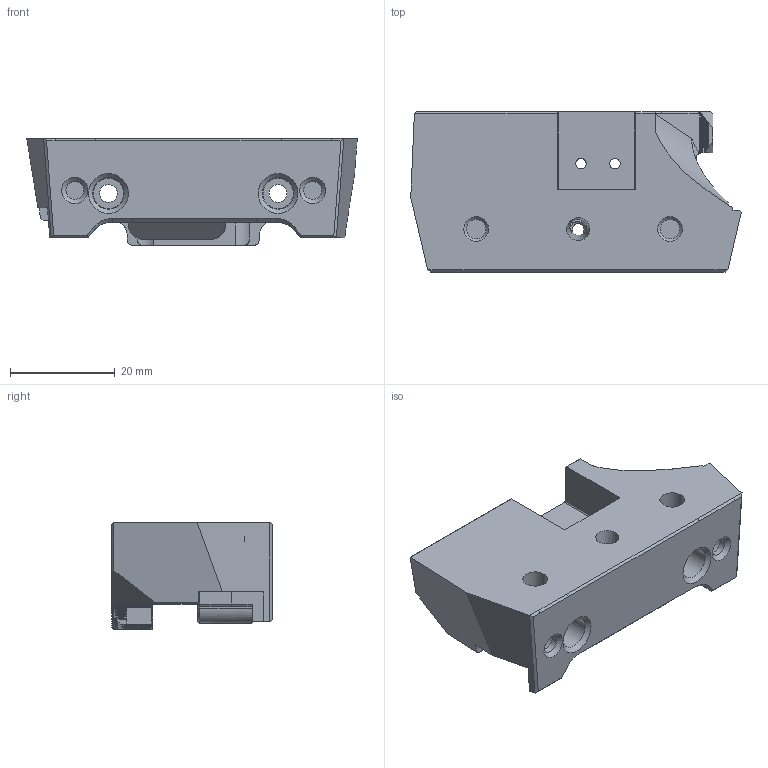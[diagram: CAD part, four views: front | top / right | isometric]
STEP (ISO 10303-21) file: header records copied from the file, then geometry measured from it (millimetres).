
FILE_DESCRIPTION(/* description */ (''),/* implementation_level */ '2;1');
FILE_NAME(/* name */ 'ORBITERMOUNT_STANDARD_No_Cover_Sensor_V3_Cutting v1.step',/* time_stamp */ '2023-12-28T12:28:51-09:00',/* author */ (''),/* organization */ (''),/* preprocessor_version */ 'ST-DEVELOPER v20',/* originating_system */ 'Autodesk Translation Framework v12.14.0.127',/* authorisation */ '');
FILE_SCHEMA (('AUTOMOTIVE_DESIGN { 1 0 10303 214 3 1 1 }'));
Length unit declared in the file: millimetre
Products named in the file (1): Naked_sensor
Bounding box: 63.11 x 30.6 x 20.35 mm (x, y, z)
Volume: 19855.5 mm3; surface area: 9168.7 mm2
Topology: 1 solids, 2 shells, 780 faces, 1766 edges, 987 vertices
Faces by surface type: plane 667, cylinder 54, cone 28, bspline 26, torus 4, sphere 1
Full cylindrical faces by diameter (mm): 2 x2, 2.2 x1, 2.4 x1, 3.4 x4, 4.7 x5, 5.8 x2, 6 x2, 6.7 x1
Entity records: 23217 total; most frequent: CARTESIAN_POINT 6192, ORIENTED_EDGE 3526, DIRECTION 3388, EDGE_CURVE 1763, LINE 1440, VECTOR 1440, VERTEX_POINT 987, AXIS2_PLACEMENT_3D 974
